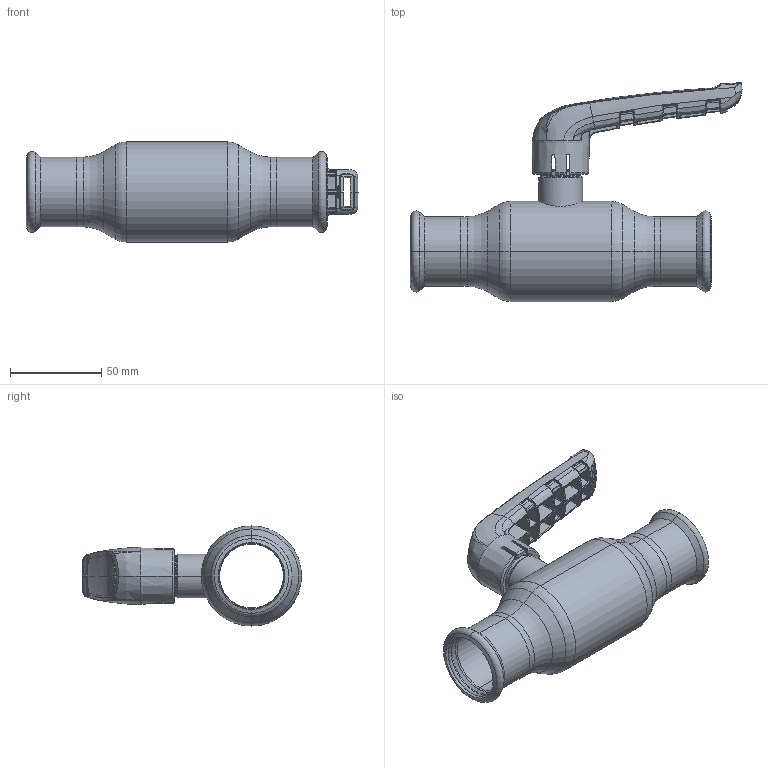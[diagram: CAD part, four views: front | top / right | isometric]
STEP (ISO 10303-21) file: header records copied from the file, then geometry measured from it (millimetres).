
FILE_DESCRIPTION (( 'STEP AP214' ), '1' );
FILE_NAME ('XPR20100 DN32 35 x 35.step', '2018-09-18T11:06:10', ( '' ), ( '' ), 'SwSTEP 2.0', 'SolidWorks 2017', '' );
FILE_SCHEMA (( 'AUTOMOTIVE_DESIGN' ));
Length unit declared in the file: millimetre
Products named in the file (1): XPR20100 DN32 35 x 35
Bounding box: 182.37 x 120.36 x 55 mm (x, y, z)
Surface area: 52555.9 mm2 (no closed solid volume)
Topology: 0 solids, 9 shells, 730 faces, 2533 edges, 1698 vertices
Faces by surface type: bspline 583, plane 53, cone 33, cylinder 28, torus 25, sphere 8
Entity records: 59213 total; most frequent: CARTESIAN_POINT 35363, ORIENTED_EDGE 4026, EDGE_CURVE 2519, B_SPLINE_CURVE_WITH_KNOTS 1792, VERTEX_POINT 1694, DIRECTION 1603, EDGE_LOOP 753, UNCERTAINTY_MEASURE_WITH_UNIT 732
